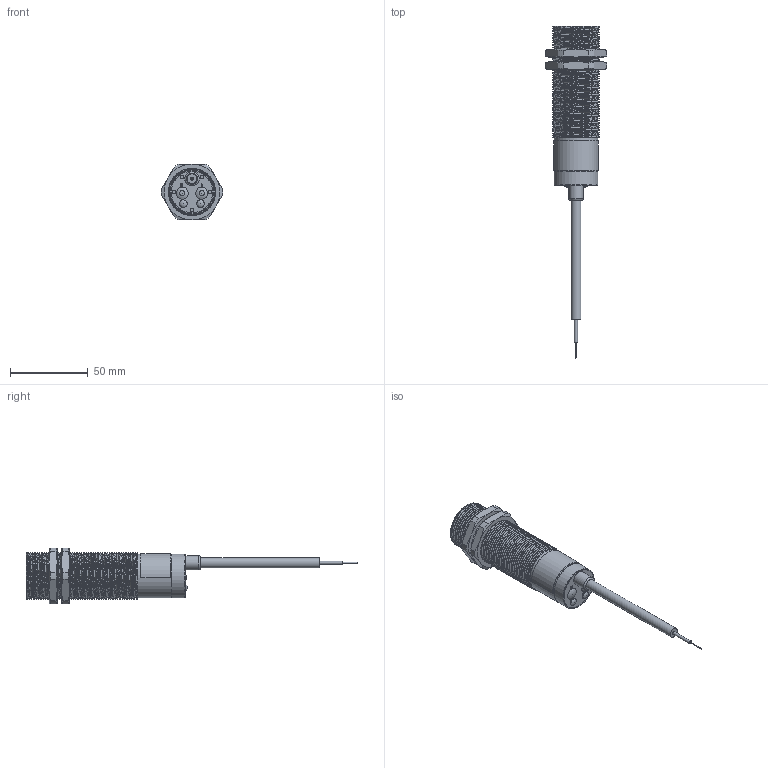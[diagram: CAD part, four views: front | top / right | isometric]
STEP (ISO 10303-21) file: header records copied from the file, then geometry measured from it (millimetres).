
FILE_DESCRIPTION(/* description */ ('Unknown'),/* implementation_level */ '2;1');
FILE_NAME(/* name */ 'ВБУ-100У-4ХХХ',/* time_stamp */ '2022-10-06T09:11:22+05:00',/* author */ ('Unknown'),/* organization */ ('Unknown'),/* preprocessor_version */ 'ST-DEVELOPER v16.7',/* originating_system */ 'Solid Edge',/* authorisation */ 'Unknown');
FILE_SCHEMA (('AUTOMOTIVE_DESIGN {1 0 10303 214 3 1 1}'));
Length unit declared in the file: millimetre
Products named in the file (25): 13.003.000 (100Ó-411..); 13.304.000 (Ñáîðêà Ì); 13.304.102 (Äåðæàòåëü äëÿ ïüåçîýëåìåíòà); Ä0.010 Äåðæàòåëü; 秖樄鞡錼懤艜 PH200F012; Êîëüöî 20,0õ1,0 (äëÿ äèàìåòðà 30); 扻錪犩 019-022-19-2-2; Ïëàòà (áîëüøàÿ); 13.304.101 (ﾒ瀨瑣ⅱ); À4.040 Êàðêàñ êàòóøêè; ×àøêà ×9; Ý7.006 Ïðîêëàäêà; Øàéáà èçîëÿöèîííàÿ; Screw_GOST_17473_80_1B_M2x10_v10.50; Nut_GOST_5916_70_2_M2_v10.50; À0.183 Êîðïóñ; Á0.124 Êðûøêà; Ý3.006 Ýêðàí; Ïëàòà (ìàëåíüêàÿ); Screw_GOST_17473_80_1B_M2x6_v10.50; ﾎ0.008 ﾋ竟鈞 褪鮏韶萵; Ð0.094 Ìåìáðàíà; Ý6.025 Êàáåëü; Ê1.011 Ãàéêà Ì30õ1,5; 椯鴀殣罻
Assembly tree (34 placements, depth 4):
  13.003.000 (100Ó-411..)
    13.304.000 (Ñáîðêà Ì)
      13.304.102 (Äåðæàòåëü äëÿ ïüåçîýëåìåíòà)
        Ä0.010 Äåðæàòåëü
        秖樄鞡錼懤艜 PH200F012
        Êîëüöî 20,0õ1,0 (äëÿ äèàìåòðà 30)
        扻錪犩 019-022-19-2-2  x2
      Ïëàòà (áîëüøàÿ)
      13.304.101 (ﾒ瀨瑣ⅱ)
        À4.040 Êàðêàñ êàòóøêè  x2
        ×àøêà ×9  x2
        Ý7.006 Ïðîêëàäêà  x2
        Øàéáà èçîëÿöèîííàÿ  x2
        Screw_GOST_17473_80_1B_M2x10_v10.50
        Nut_GOST_5916_70_2_M2_v10.50
    À0.183 Êîðïóñ
    Á0.124 Êðûøêà
    Ý3.006 Ýêðàí
    Ïëàòà (ìàëåíüêàÿ)
    Screw_GOST_17473_80_1B_M2x6_v10.50  x3
    ﾎ0.008 ﾋ竟鈞 褪鮏韶萵  x2
    Ð0.094 Ìåìáðàíà
    Ý6.025 Êàáåëü
    Ê1.011 Ãàéêà Ì30õ1,5  x2
    Êîëüöî 20,0õ1,0 (äëÿ äèàìåòðà 30)
    椯鴀殣罻
Bounding box: 39.48 x 213.8 x 36 mm (x, y, z)
Volume: 31414 mm3; surface area: 47776.2 mm2
Topology: 31 solids, 31 shells, 527 faces, 1185 edges, 775 vertices
Faces by surface type: plane 245, cylinder 162, cone 64, torus 38, sphere 12, bspline 6
Full cylindrical faces by diameter (mm): 0.5 x2, 0.6 x2, 1.567 x1, 1.8 x3, 2 x22, 2.2 x3, 2.5 x5, 3.1 x2, 3.4 x2, 3.8 x6, 3.9 x2, 3.95 x2, 4.2 x2, 4.3 x2, 4.4 x2, 4.5 x1, 4.7 x2, 4.9 x2, 5 x1, 6 x1, 6.4 x1, 7 x2, 7.45 x2, 7.6 x2, 7.746 x2, 9.2 x1, 19.2 x4, 22.3 x2, 23.3 x1, 25.3 x1
Entity records: 16710 total; most frequent: CARTESIAN_POINT 6850, DIRECTION 1871, ORIENTED_EDGE 1420, AXIS2_PLACEMENT_3D 774, EDGE_CURVE 710, FACE_BOUND 649, EDGE_LOOP 647, VERTEX_POINT 541
